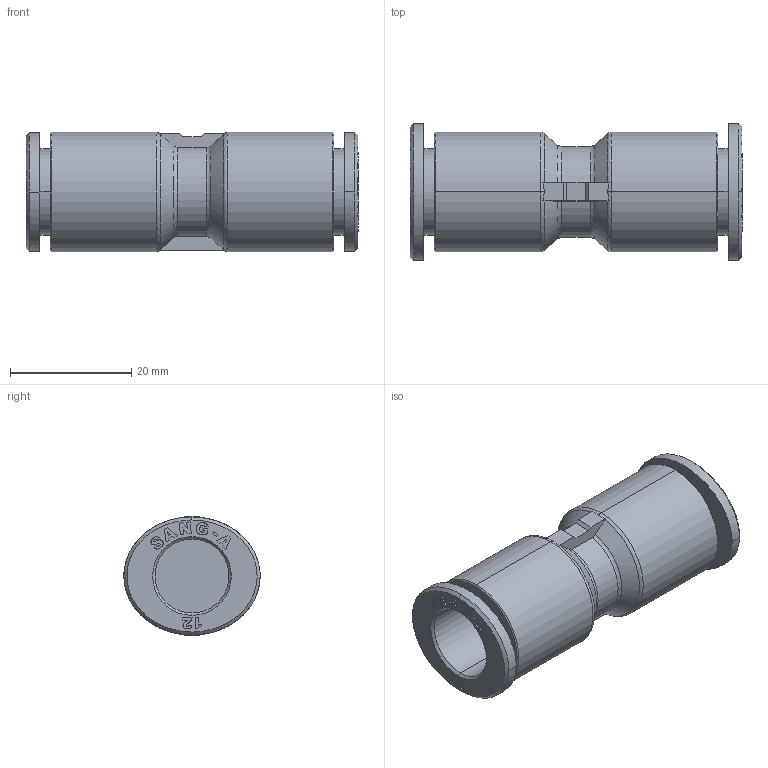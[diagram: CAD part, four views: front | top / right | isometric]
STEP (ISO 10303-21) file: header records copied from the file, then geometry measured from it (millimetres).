
FILE_DESCRIPTION (( 'STEP AP214' ), '1' );
FILE_NAME ('PUC12.stp', '2015-09-24T08:54:44', ( '' ), ( '' ), 'SwSTEP 2.0', 'SolidWorks 2015', '' );
FILE_SCHEMA (( 'AUTOMOTIVE_DESIGN' ));
Length unit declared in the file: millimetre
Products named in the file (2): ｦ+ﾃｦ1; PUC12
Assembly tree (1 placements, depth 2):
  PUC12
    ｦ+ﾃｦ1
Bounding box: 54.8 x 22.5 x 19.7 mm (x, y, z)
Volume: 10099.9 mm3; surface area: 6399.7 mm2
Topology: 1 solids, 1 shells, 741 faces, 2131 edges, 1418 vertices
Faces by surface type: plane 682, bspline 22, cone 17, cylinder 16, torus 4
Entity records: 25811 total; most frequent: CARTESIAN_POINT 6066, ORIENTED_EDGE 4262, DIRECTION 3567, EDGE_CURVE 2131, LINE 1989, VECTOR 1989, VERTEX_POINT 1418, AXIS2_PLACEMENT_3D 789
